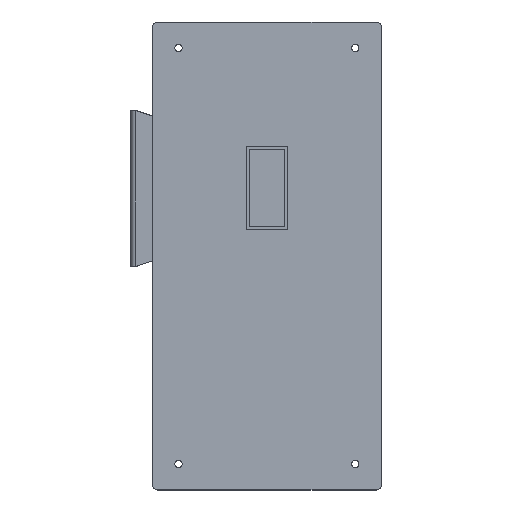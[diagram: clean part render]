
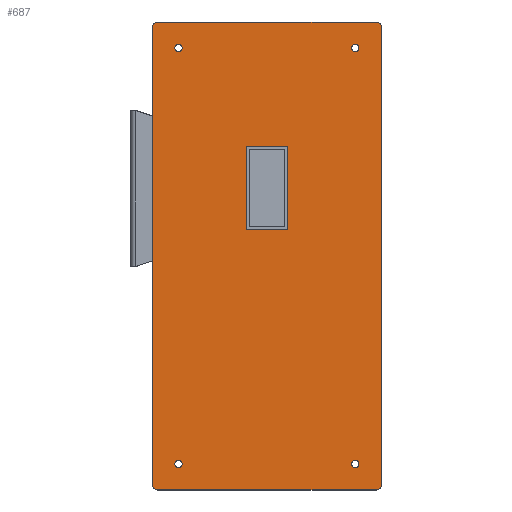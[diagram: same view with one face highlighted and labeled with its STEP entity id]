
A CAD part, top view. The second image highlights one B-rep face of the part: STEP entity #687.
In plain terms, the highlighted planar face has unit normal (0, 0, 1).
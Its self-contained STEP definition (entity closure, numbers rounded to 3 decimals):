
#7 = ORIENTED_EDGE ( 'NONE', *, *, #1121, .T. ) ;
#18 = ORIENTED_EDGE ( 'NONE', *, *, #1860, .T. ) ;
#21 = VECTOR ( 'NONE', #145, 1000. ) ;
#69 = DIRECTION ( 'NONE',  ( 1., 0., 0. ) ) ;
#70 = DIRECTION ( 'NONE',  ( 0., 0., 1. ) ) ;
#89 = VECTOR ( 'NONE', #1032, 1000. ) ;
#90 = VECTOR ( 'NONE', #744, 1000. ) ;
#95 = ORIENTED_EDGE ( 'NONE', *, *, #127, .T. ) ;
#108 = EDGE_CURVE ( 'NONE', #1811, #1355, #782, .T. ) ;
#114 = EDGE_CURVE ( 'NONE', #660, #660, #668, .T. ) ;
#122 = DIRECTION ( 'NONE',  ( 0., 1., 0. ) ) ;
#127 = EDGE_CURVE ( 'NONE', #219, #626, #1204, .T. ) ;
#130 = CIRCLE ( 'NONE', #1770, 5. ) ;
#133 = EDGE_CURVE ( 'NONE', #1482, #658, #748, .T. ) ;
#145 = DIRECTION ( 'NONE',  ( 0., 1., 0. ) ) ;
#146 = AXIS2_PLACEMENT_3D ( 'NONE', #443, #496, #172 ) ;
#148 = CARTESIAN_POINT ( 'NONE',  ( -20., -40., 72.5 ) ) ;
#150 = CARTESIAN_POINT ( 'NONE',  ( -105., -290., 72.5 ) ) ;
#169 = CARTESIAN_POINT ( 'NONE',  ( 105., -290., 72.5 ) ) ;
#172 = DIRECTION ( 'NONE',  ( -1., 0., 0. ) ) ;
#175 = AXIS2_PLACEMENT_3D ( 'NONE', #341, #1400, #280 ) ;
#179 = CIRCLE ( 'NONE', #1377, 3.5 ) ;
#188 = ORIENTED_EDGE ( 'NONE', *, *, #1202, .T. ) ;
#189 = EDGE_LOOP ( 'NONE', ( #664 ) ) ;
#191 = CIRCLE ( 'NONE', #146, 5. ) ;
#219 = VERTEX_POINT ( 'NONE', #1844 ) ;
#249 = CARTESIAN_POINT ( 'NONE',  ( -105., 160., 72.5 ) ) ;
#268 = DIRECTION ( 'NONE',  ( -1., 0., 0. ) ) ;
#272 = CIRCLE ( 'NONE', #1445, 3.5 ) ;
#280 = DIRECTION ( 'NONE',  ( -1., 0., 0. ) ) ;
#292 = VECTOR ( 'NONE', #1827, 1000. ) ;
#300 = EDGE_LOOP ( 'NONE', ( #1498 ) ) ;
#313 = AXIS2_PLACEMENT_3D ( 'NONE', #1351, #1175, #1837 ) ;
#314 = FACE_BOUND ( 'NONE', #189, .T. ) ;
#323 = EDGE_CURVE ( 'NONE', #1355, #428, #958, .T. ) ;
#341 = CARTESIAN_POINT ( 'NONE',  ( 105., -285., 72.5 ) ) ;
#348 = CARTESIAN_POINT ( 'NONE',  ( 20., -40., 72.5 ) ) ;
#349 = LINE ( 'NONE', #997, #1852 ) ;
#362 = EDGE_LOOP ( 'NONE', ( #727, #455, #1528, #716, #1238, #95, #188, #18 ) ) ;
#364 = CARTESIAN_POINT ( 'NONE',  ( 110., -285., 72.5 ) ) ;
#373 = LINE ( 'NONE', #1045, #292 ) ;
#376 = LINE ( 'NONE', #1443, #1254 ) ;
#379 = CARTESIAN_POINT ( 'NONE',  ( -20., 40., 72.5 ) ) ;
#388 = CARTESIAN_POINT ( 'NONE',  ( -110., 155., 72.5 ) ) ;
#392 = EDGE_CURVE ( 'NONE', #1123, #968, #431, .T. ) ;
#412 = DIRECTION ( 'NONE',  ( 1., 0., 0. ) ) ;
#428 = VERTEX_POINT ( 'NONE', #1087 ) ;
#431 = CIRCLE ( 'NONE', #313, 5. ) ;
#443 = CARTESIAN_POINT ( 'NONE',  ( -105., -285., 72.5 ) ) ;
#455 = ORIENTED_EDGE ( 'NONE', *, *, #1785, .T. ) ;
#470 = VECTOR ( 'NONE', #875, 1000. ) ;
#480 = CARTESIAN_POINT ( 'NONE',  ( -81.5, 135., 72.5 ) ) ;
#496 = DIRECTION ( 'NONE',  ( 0., 0., 1. ) ) ;
#530 = AXIS2_PLACEMENT_3D ( 'NONE', #743, #1375, #1109 ) ;
#560 = VERTEX_POINT ( 'NONE', #902 ) ;
#565 = ORIENTED_EDGE ( 'NONE', *, *, #1649, .T. ) ;
#588 = CARTESIAN_POINT ( 'NONE',  ( 88.5, -265., 72.5 ) ) ;
#610 = CARTESIAN_POINT ( 'NONE',  ( 105., 160., 72.5 ) ) ;
#625 = DIRECTION ( 'NONE',  ( -1., 0., 0. ) ) ;
#626 = VERTEX_POINT ( 'NONE', #1041 ) ;
#632 = ORIENTED_EDGE ( 'NONE', *, *, #323, .T. ) ;
#650 = CARTESIAN_POINT ( 'NONE',  ( 85., -265., 72.5 ) ) ;
#658 = VERTEX_POINT ( 'NONE', #364 ) ;
#660 = VERTEX_POINT ( 'NONE', #480 ) ;
#664 = ORIENTED_EDGE ( 'NONE', *, *, #1597, .F. ) ;
#668 = CIRCLE ( 'NONE', #1708, 3.5 ) ;
#679 = CIRCLE ( 'NONE', #530, 3.5 ) ;
#687 = ADVANCED_FACE ( 'NONE', ( #1704, #1337, #1821, #314, #1368, #1515 ), #1019, .F. ) ;
#716 = ORIENTED_EDGE ( 'NONE', *, *, #1624, .T. ) ;
#727 = ORIENTED_EDGE ( 'NONE', *, *, #133, .T. ) ;
#743 = CARTESIAN_POINT ( 'NONE',  ( 85., 135., 72.5 ) ) ;
#744 = DIRECTION ( 'NONE',  ( -1., 0., 0. ) ) ;
#748 = CIRCLE ( 'NONE', #1565, 5. ) ;
#754 = CARTESIAN_POINT ( 'NONE',  ( -85., 135., 72.5 ) ) ;
#782 = LINE ( 'NONE', #148, #89 ) ;
#809 = CARTESIAN_POINT ( 'NONE',  ( 88.5, 135., 72.5 ) ) ;
#848 = CARTESIAN_POINT ( 'NONE',  ( 105., -285., 72.5 ) ) ;
#875 = DIRECTION ( 'NONE',  ( 0., -1., 0. ) ) ;
#881 = VERTEX_POINT ( 'NONE', #1130 ) ;
#902 = CARTESIAN_POINT ( 'NONE',  ( -81.5, -265., 72.5 ) ) ;
#903 = ORIENTED_EDGE ( 'NONE', *, *, #992, .F. ) ;
#920 = CARTESIAN_POINT ( 'NONE',  ( -85., -265., 72.5 ) ) ;
#938 = ORIENTED_EDGE ( 'NONE', *, *, #1792, .F. ) ;
#954 = DIRECTION ( 'NONE',  ( 0., 0., 1. ) ) ;
#958 = LINE ( 'NONE', #379, #21 ) ;
#968 = VERTEX_POINT ( 'NONE', #610 ) ;
#992 = EDGE_CURVE ( 'NONE', #560, #560, #179, .T. ) ;
#997 = CARTESIAN_POINT ( 'NONE',  ( -20., 40., 72.5 ) ) ;
#1019 = PLANE ( 'NONE',  #175 ) ;
#1031 = VERTEX_POINT ( 'NONE', #809 ) ;
#1032 = DIRECTION ( 'NONE',  ( -1., 0., 0. ) ) ;
#1041 = CARTESIAN_POINT ( 'NONE',  ( -110., -285., 72.5 ) ) ;
#1045 = CARTESIAN_POINT ( 'NONE',  ( 20., 40., 72.5 ) ) ;
#1082 = CARTESIAN_POINT ( 'NONE',  ( -105., 160., 72.5 ) ) ;
#1087 = CARTESIAN_POINT ( 'NONE',  ( -20., 40., 72.5 ) ) ;
#1095 = DIRECTION ( 'NONE',  ( 0., 0., 1. ) ) ;
#1109 = DIRECTION ( 'NONE',  ( 1., 0., 0. ) ) ;
#1121 = EDGE_CURVE ( 'NONE', #1350, #1811, #373, .T. ) ;
#1123 = VERTEX_POINT ( 'NONE', #1169 ) ;
#1130 = CARTESIAN_POINT ( 'NONE',  ( -105., -290., 72.5 ) ) ;
#1143 = LINE ( 'NONE', #150, #1357 ) ;
#1144 = DIRECTION ( 'NONE',  ( 1., 0., 0. ) ) ;
#1169 = CARTESIAN_POINT ( 'NONE',  ( 110., 155., 72.5 ) ) ;
#1175 = DIRECTION ( 'NONE',  ( 0., 0., 1. ) ) ;
#1202 = EDGE_CURVE ( 'NONE', #626, #881, #191, .T. ) ;
#1204 = LINE ( 'NONE', #388, #470 ) ;
#1211 = EDGE_LOOP ( 'NONE', ( #1843, #632, #565, #7 ) ) ;
#1238 = ORIENTED_EDGE ( 'NONE', *, *, #1857, .T. ) ;
#1254 = VECTOR ( 'NONE', #122, 1000. ) ;
#1282 = CARTESIAN_POINT ( 'NONE',  ( -20., -40., 72.5 ) ) ;
#1295 = CARTESIAN_POINT ( 'NONE',  ( -105., 155., 72.5 ) ) ;
#1325 = VERTEX_POINT ( 'NONE', #249 ) ;
#1337 = FACE_BOUND ( 'NONE', #1211, .T. ) ;
#1350 = VERTEX_POINT ( 'NONE', #1858 ) ;
#1351 = CARTESIAN_POINT ( 'NONE',  ( 105., 155., 72.5 ) ) ;
#1355 = VERTEX_POINT ( 'NONE', #1282 ) ;
#1357 = VECTOR ( 'NONE', #69, 1000. ) ;
#1368 = FACE_BOUND ( 'NONE', #1699, .T. ) ;
#1375 = DIRECTION ( 'NONE',  ( 0., 0., 1. ) ) ;
#1377 = AXIS2_PLACEMENT_3D ( 'NONE', #920, #1677, #1737 ) ;
#1400 = DIRECTION ( 'NONE',  ( 0., 0., -1. ) ) ;
#1413 = LINE ( 'NONE', #1082, #90 ) ;
#1443 = CARTESIAN_POINT ( 'NONE',  ( 110., 155., 72.5 ) ) ;
#1445 = AXIS2_PLACEMENT_3D ( 'NONE', #650, #954, #1495 ) ;
#1450 = DIRECTION ( 'NONE',  ( 0., 0., 1. ) ) ;
#1471 = EDGE_LOOP ( 'NONE', ( #938 ) ) ;
#1482 = VERTEX_POINT ( 'NONE', #169 ) ;
#1495 = DIRECTION ( 'NONE',  ( 1., 0., 0. ) ) ;
#1498 = ORIENTED_EDGE ( 'NONE', *, *, #114, .F. ) ;
#1515 = FACE_BOUND ( 'NONE', #1471, .T. ) ;
#1528 = ORIENTED_EDGE ( 'NONE', *, *, #392, .T. ) ;
#1565 = AXIS2_PLACEMENT_3D ( 'NONE', #848, #1095, #268 ) ;
#1597 = EDGE_CURVE ( 'NONE', #1779, #1779, #272, .T. ) ;
#1624 = EDGE_CURVE ( 'NONE', #968, #1325, #1413, .T. ) ;
#1649 = EDGE_CURVE ( 'NONE', #428, #1350, #349, .T. ) ;
#1677 = DIRECTION ( 'NONE',  ( 0., 0., 1. ) ) ;
#1699 = EDGE_LOOP ( 'NONE', ( #903 ) ) ;
#1704 = FACE_BOUND ( 'NONE', #300, .T. ) ;
#1708 = AXIS2_PLACEMENT_3D ( 'NONE', #754, #70, #1144 ) ;
#1737 = DIRECTION ( 'NONE',  ( 1., 0., 0. ) ) ;
#1770 = AXIS2_PLACEMENT_3D ( 'NONE', #1295, #1450, #625 ) ;
#1779 = VERTEX_POINT ( 'NONE', #588 ) ;
#1785 = EDGE_CURVE ( 'NONE', #658, #1123, #376, .T. ) ;
#1792 = EDGE_CURVE ( 'NONE', #1031, #1031, #679, .T. ) ;
#1811 = VERTEX_POINT ( 'NONE', #348 ) ;
#1821 = FACE_OUTER_BOUND ( 'NONE', #362, .T. ) ;
#1827 = DIRECTION ( 'NONE',  ( 0., -1., 0. ) ) ;
#1837 = DIRECTION ( 'NONE',  ( -1., 0., 0. ) ) ;
#1843 = ORIENTED_EDGE ( 'NONE', *, *, #108, .T. ) ;
#1844 = CARTESIAN_POINT ( 'NONE',  ( -110., 155., 72.5 ) ) ;
#1852 = VECTOR ( 'NONE', #412, 1000. ) ;
#1857 = EDGE_CURVE ( 'NONE', #1325, #219, #130, .T. ) ;
#1858 = CARTESIAN_POINT ( 'NONE',  ( 20., 40., 72.5 ) ) ;
#1860 = EDGE_CURVE ( 'NONE', #881, #1482, #1143, .T. ) ;
